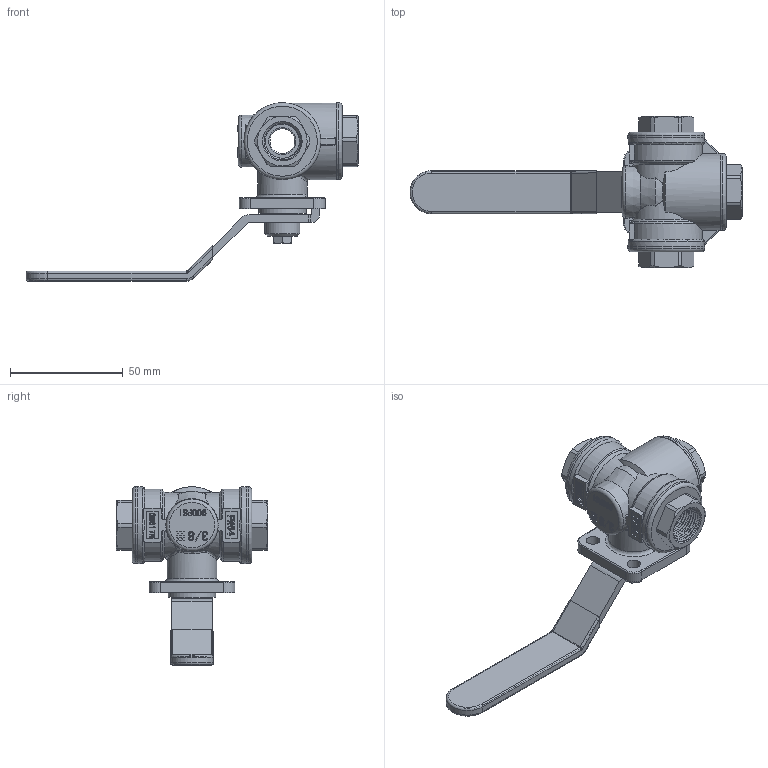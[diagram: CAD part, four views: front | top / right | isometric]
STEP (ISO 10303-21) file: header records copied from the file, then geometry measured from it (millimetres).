
FILE_DESCRIPTION(/* description */ ('Unknown'),/* implementation_level */ '2;1');
FILE_NAME(/* name */ '837_837-03',/* time_stamp */ '2022-08-09T11:09:27+02:00',/* author */ ('Unknown'),/* organization */ ('Unknown'),/* preprocessor_version */ 'ST-DEVELOPER v16.7',/* originating_system */ 'Solid Edge',/* authorisation */ 'Unknown');
FILE_SCHEMA (('TECHNICAL_DATA_PACKAGING','AUTOMOTIVE_DESIGN {1 0 10303 214 3 1 1}'));
Length unit declared in the file: millimetre
Products named in the file (10): 2.330_335.012; 007; 007-2; 007-1; 002; 001; 005; 009; 008; 010
Assembly tree (11 placements, depth 3):
  2.330_335.012
    007
      007-2
      007-1
    002  x3
    001
    005
    009
    008
    010
Bounding box: 147 x 67 x 79 mm (x, y, z)
Volume: 58779.2 mm3; surface area: 47299.1 mm2
Topology: 10 solids, 10 shells, 761 faces, 2017 edges, 1327 vertices
Faces by surface type: plane 353, cylinder 179, bspline 126, cone 61, torus 40, sphere 2
Full cylindrical faces by diameter (mm): 4.2 x2, 5.5 x1, 6 x3, 8 x2, 10.5 x1, 11 x7, 11.5 x2, 13 x1, 13.5 x1, 15.1 x30, 15.5 x1, 18 x1, 19 x4, 21 x1, 22 x1, 23.5 x3, 24.5 x2, 25.5 x3, 26.5 x6, 28.5 x3, 34 x6
Entity records: 32478 total; most frequent: CARTESIAN_POINT 17532, ORIENTED_EDGE 3242, DIRECTION 2563, EDGE_CURVE 1621, VERTEX_POINT 1109, LINE 897, VECTOR 897, AXIS2_PLACEMENT_3D 833
